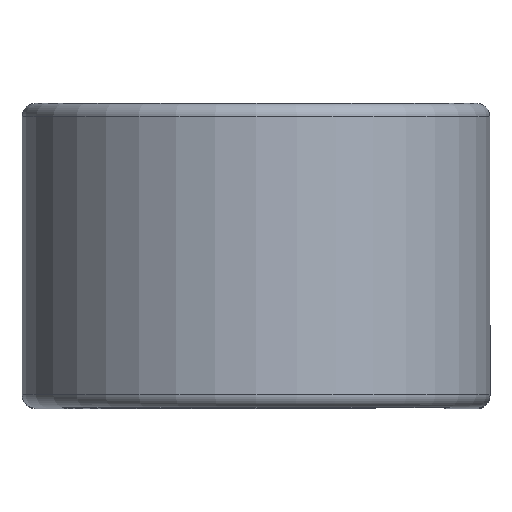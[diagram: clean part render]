
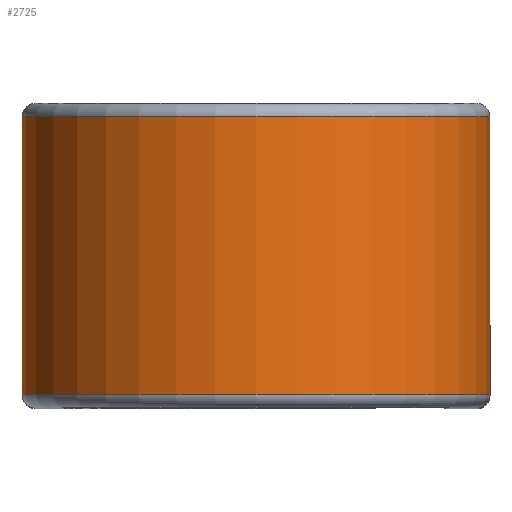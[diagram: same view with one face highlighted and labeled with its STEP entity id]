
A CAD part, top view. The second image highlights one B-rep face of the part: STEP entity #2725.
In plain terms, the highlighted cylindrical face has radius 13.424 mm (diameter 26.848 mm), a partial arc.
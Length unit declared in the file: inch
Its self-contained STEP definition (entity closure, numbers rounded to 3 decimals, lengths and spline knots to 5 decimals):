
#1 = DIRECTION ( 'NONE',  ( 0., 0., -1. ) ) ;
#178 = CARTESIAN_POINT ( 'NONE',  ( -0.5285, 0.31375, 0.812 ) ) ;
#186 = AXIS2_PLACEMENT_3D ( 'NONE', #2791, #1623, #1 ) ;
#187 = EDGE_CURVE ( 'NONE', #1440, #1329, #2382, .T. ) ;
#244 = DIRECTION ( 'NONE',  ( 0., 1., 0. ) ) ;
#261 = VERTEX_POINT ( 'NONE', #1295 ) ;
#650 = AXIS2_PLACEMENT_3D ( 'NONE', #1280, #2935, #1528 ) ;
#657 = EDGE_CURVE ( 'NONE', #2873, #1440, #2162, .T. ) ;
#671 = VECTOR ( 'NONE', #1769, 39.37008 ) ;
#975 = CARTESIAN_POINT ( 'NONE',  ( 0., -0.31375, 0.812 ) ) ;
#1134 = ORIENTED_EDGE ( 'NONE', *, *, #1222, .T. ) ;
#1140 = CARTESIAN_POINT ( 'NONE',  ( -0.5285, -0.31375, 0.812 ) ) ;
#1211 = DIRECTION ( 'NONE',  ( 0., 0., -1. ) ) ;
#1222 = EDGE_CURVE ( 'NONE', #261, #1329, #2835, .T. ) ;
#1280 = CARTESIAN_POINT ( 'NONE',  ( 0., 0.31375, 0.812 ) ) ;
#1295 = CARTESIAN_POINT ( 'NONE',  ( 0.5285, 0.31375, 0.812 ) ) ;
#1329 = VERTEX_POINT ( 'NONE', #1348 ) ;
#1348 = CARTESIAN_POINT ( 'NONE',  ( -0.5285, 0.31375, 0.812 ) ) ;
#1440 = VERTEX_POINT ( 'NONE', #1140 ) ;
#1445 = FACE_OUTER_BOUND ( 'NONE', #2829, .T. ) ;
#1528 = DIRECTION ( 'NONE',  ( 0., 0., -1. ) ) ;
#1531 = CARTESIAN_POINT ( 'NONE',  ( 0.5285, 0.31375, 0.812 ) ) ;
#1623 = DIRECTION ( 'NONE',  ( 0., -1., 0. ) ) ;
#1693 = AXIS2_PLACEMENT_3D ( 'NONE', #975, #2641, #1211 ) ;
#1700 = ORIENTED_EDGE ( 'NONE', *, *, #3006, .T. ) ;
#1757 = VECTOR ( 'NONE', #244, 39.37008 ) ;
#1769 = DIRECTION ( 'NONE',  ( 0., 1., 0. ) ) ;
#1786 = CYLINDRICAL_SURFACE ( 'NONE', #186, 0.5285 ) ;
#1920 = CARTESIAN_POINT ( 'NONE',  ( 0.5285, -0.31375, 0.812 ) ) ;
#2162 = CIRCLE ( 'NONE', #1693, 0.5285 ) ;
#2382 = LINE ( 'NONE', #178, #1757 ) ;
#2478 = ORIENTED_EDGE ( 'NONE', *, *, #187, .F. ) ;
#2558 = LINE ( 'NONE', #1531, #671 ) ;
#2641 = DIRECTION ( 'NONE',  ( 0., -1., 0. ) ) ;
#2725 = ADVANCED_FACE ( 'NONE', ( #1445 ), #1786, .T. ) ;
#2791 = CARTESIAN_POINT ( 'NONE',  ( 0., 0.3125, 0.812 ) ) ;
#2829 = EDGE_LOOP ( 'NONE', ( #1700, #1134, #2478, #2913 ) ) ;
#2835 = CIRCLE ( 'NONE', #650, 0.5285 ) ;
#2873 = VERTEX_POINT ( 'NONE', #1920 ) ;
#2913 = ORIENTED_EDGE ( 'NONE', *, *, #657, .F. ) ;
#2935 = DIRECTION ( 'NONE',  ( 0., -1., 0. ) ) ;
#3006 = EDGE_CURVE ( 'NONE', #2873, #261, #2558, .T. ) ;
